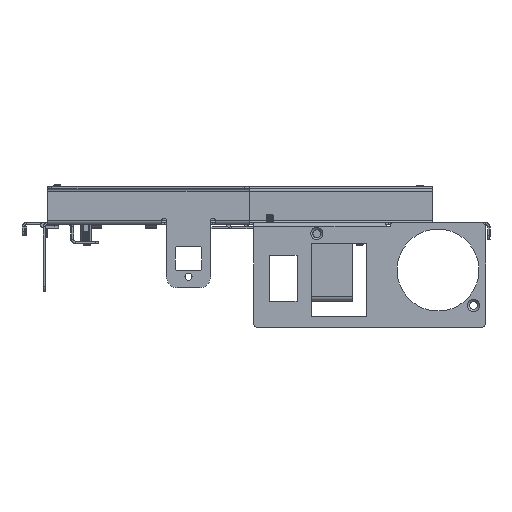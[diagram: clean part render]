
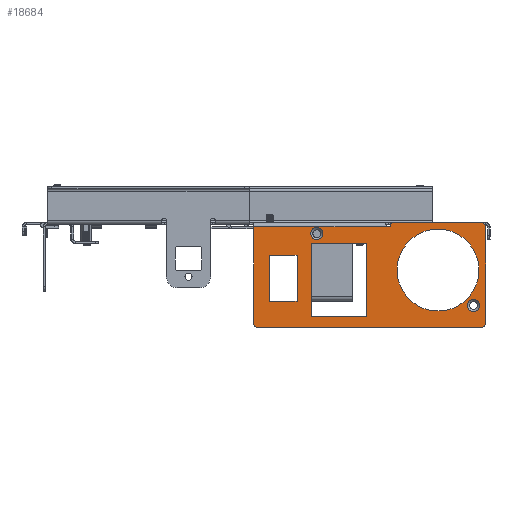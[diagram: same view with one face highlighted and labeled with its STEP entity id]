
A CAD part, left-side view. The second image highlights one B-rep face of the part: STEP entity #18684.
In plain terms, the highlighted planar face has unit normal (-1, 0, 0).
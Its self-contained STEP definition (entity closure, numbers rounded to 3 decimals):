
#169=FACE_BOUND('',#2940,.T.);
#170=FACE_BOUND('',#2941,.T.);
#171=FACE_BOUND('',#2942,.T.);
#172=FACE_BOUND('',#2943,.T.);
#173=FACE_BOUND('',#2944,.T.);
#670=PLANE('',#20360);
#1750=FACE_OUTER_BOUND('',#2939,.T.);
#2939=EDGE_LOOP('',(#16425,#16426,#16427,#16428,#16429,#16430,#16431,#16432,
#16433,#16434,#16435));
#2940=EDGE_LOOP('',(#16436));
#2941=EDGE_LOOP('',(#16437));
#2942=EDGE_LOOP('',(#16438,#16439,#16440,#16441));
#2943=EDGE_LOOP('',(#16442,#16443,#16444,#16445));
#2944=EDGE_LOOP('',(#16446));
#3727=CIRCLE('',#20348,1.);
#3729=CIRCLE('',#20351,1.);
#3736=CIRCLE('',#20361,2.);
#3737=CIRCLE('',#20362,2.);
#3738=CIRCLE('',#20363,2.);
#3739=CIRCLE('',#20364,2.75);
#3740=CIRCLE('',#20365,18.5);
#3741=CIRCLE('',#20366,2.75);
#5636=LINE('',#51299,#7195);
#5638=LINE('',#51303,#7197);
#5639=LINE('',#51305,#7198);
#5640=LINE('',#51307,#7199);
#5641=LINE('',#51311,#7200);
#5642=LINE('',#51315,#7201);
#5643=LINE('',#51323,#7202);
#5644=LINE('',#51325,#7203);
#5645=LINE('',#51327,#7204);
#5646=LINE('',#51328,#7205);
#5647=LINE('',#51331,#7206);
#5648=LINE('',#51333,#7207);
#5649=LINE('',#51335,#7208);
#5650=LINE('',#51336,#7209);
#7195=VECTOR('',#24923,10.);
#7197=VECTOR('',#24927,10.);
#7198=VECTOR('',#24928,10.);
#7199=VECTOR('',#24929,1.44);
#7200=VECTOR('',#24932,10.);
#7201=VECTOR('',#24935,10.);
#7202=VECTOR('',#24942,10.);
#7203=VECTOR('',#24943,10.);
#7204=VECTOR('',#24944,10.);
#7205=VECTOR('',#24945,10.);
#7206=VECTOR('',#24946,10.);
#7207=VECTOR('',#24947,10.);
#7208=VECTOR('',#24948,10.);
#7209=VECTOR('',#24949,10.);
#8855=VERTEX_POINT('',#51246);
#8856=VERTEX_POINT('',#51248);
#8858=VERTEX_POINT('',#51254);
#8878=VERTEX_POINT('',#51298);
#8879=VERTEX_POINT('',#51302);
#8880=VERTEX_POINT('',#51304);
#8881=VERTEX_POINT('',#51306);
#8882=VERTEX_POINT('',#51308);
#8883=VERTEX_POINT('',#51310);
#8884=VERTEX_POINT('',#51312);
#8885=VERTEX_POINT('',#51314);
#8886=VERTEX_POINT('',#51317);
#8887=VERTEX_POINT('',#51319);
#8888=VERTEX_POINT('',#51321);
#8889=VERTEX_POINT('',#51322);
#8890=VERTEX_POINT('',#51324);
#8891=VERTEX_POINT('',#51326);
#8892=VERTEX_POINT('',#51329);
#8893=VERTEX_POINT('',#51330);
#8894=VERTEX_POINT('',#51332);
#8895=VERTEX_POINT('',#51334);
#8896=VERTEX_POINT('',#51337);
#11416=EDGE_CURVE('',#8855,#8856,#3727,.T.);
#11420=EDGE_CURVE('',#8858,#8855,#3729,.T.);
#11441=EDGE_CURVE('',#8856,#8878,#5636,.T.);
#11443=EDGE_CURVE('',#8858,#8879,#5638,.T.);
#11444=EDGE_CURVE('',#8879,#8880,#5639,.T.);
#11445=EDGE_CURVE('',#8880,#8881,#5640,.T.);
#11446=EDGE_CURVE('',#8882,#8881,#3736,.T.);
#11447=EDGE_CURVE('',#8883,#8882,#5641,.T.);
#11448=EDGE_CURVE('',#8884,#8883,#3737,.T.);
#11449=EDGE_CURVE('',#8884,#8885,#5642,.T.);
#11450=EDGE_CURVE('',#8878,#8885,#3738,.T.);
#11451=EDGE_CURVE('',#8886,#8886,#3739,.T.);
#11452=EDGE_CURVE('',#8887,#8887,#3740,.T.);
#11453=EDGE_CURVE('',#8888,#8889,#5643,.T.);
#11454=EDGE_CURVE('',#8889,#8890,#5644,.T.);
#11455=EDGE_CURVE('',#8890,#8891,#5645,.T.);
#11456=EDGE_CURVE('',#8891,#8888,#5646,.T.);
#11457=EDGE_CURVE('',#8892,#8893,#5647,.T.);
#11458=EDGE_CURVE('',#8893,#8894,#5648,.T.);
#11459=EDGE_CURVE('',#8894,#8895,#5649,.T.);
#11460=EDGE_CURVE('',#8895,#8892,#5650,.T.);
#11461=EDGE_CURVE('',#8896,#8896,#3741,.T.);
#16425=ORIENTED_EDGE('',*,*,#11416,.F.);
#16426=ORIENTED_EDGE('',*,*,#11420,.F.);
#16427=ORIENTED_EDGE('',*,*,#11443,.T.);
#16428=ORIENTED_EDGE('',*,*,#11444,.T.);
#16429=ORIENTED_EDGE('',*,*,#11445,.T.);
#16430=ORIENTED_EDGE('',*,*,#11446,.F.);
#16431=ORIENTED_EDGE('',*,*,#11447,.F.);
#16432=ORIENTED_EDGE('',*,*,#11448,.F.);
#16433=ORIENTED_EDGE('',*,*,#11449,.T.);
#16434=ORIENTED_EDGE('',*,*,#11450,.F.);
#16435=ORIENTED_EDGE('',*,*,#11441,.F.);
#16436=ORIENTED_EDGE('',*,*,#11451,.F.);
#16437=ORIENTED_EDGE('',*,*,#11452,.T.);
#16438=ORIENTED_EDGE('',*,*,#11453,.T.);
#16439=ORIENTED_EDGE('',*,*,#11454,.T.);
#16440=ORIENTED_EDGE('',*,*,#11455,.T.);
#16441=ORIENTED_EDGE('',*,*,#11456,.T.);
#16442=ORIENTED_EDGE('',*,*,#11457,.T.);
#16443=ORIENTED_EDGE('',*,*,#11458,.T.);
#16444=ORIENTED_EDGE('',*,*,#11459,.T.);
#16445=ORIENTED_EDGE('',*,*,#11460,.T.);
#16446=ORIENTED_EDGE('',*,*,#11461,.F.);
#18684=ADVANCED_FACE('',(#1750,#169,#170,#171,#172,#173),#670,.T.);
#20348=AXIS2_PLACEMENT_3D('',#51249,#24883,#24884);
#20351=AXIS2_PLACEMENT_3D('',#51256,#24891,#24892);
#20360=AXIS2_PLACEMENT_3D('',#51301,#24925,#24926);
#20361=AXIS2_PLACEMENT_3D('',#51309,#24930,#24931);
#20362=AXIS2_PLACEMENT_3D('',#51313,#24933,#24934);
#20363=AXIS2_PLACEMENT_3D('',#51316,#24936,#24937);
#20364=AXIS2_PLACEMENT_3D('',#51318,#24938,#24939);
#20365=AXIS2_PLACEMENT_3D('',#51320,#24940,#24941);
#20366=AXIS2_PLACEMENT_3D('',#51338,#24950,#24951);
#24883=DIRECTION('center_axis',(1.,0.,0.));
#24884=DIRECTION('ref_axis',(0.,0.707,0.707));
#24891=DIRECTION('center_axis',(-1.,0.,0.));
#24892=DIRECTION('ref_axis',(0.,-0.577,-0.816));
#24923=DIRECTION('',(0.,-1.,0.));
#24925=DIRECTION('center_axis',(-1.,0.,0.));
#24926=DIRECTION('ref_axis',(0.,0.,1.));
#24927=DIRECTION('',(0.,1.,0.));
#24928=DIRECTION('',(0.,1.,0.));
#24929=DIRECTION('',(0.,0.,-1.));
#24930=DIRECTION('center_axis',(1.,0.,0.));
#24931=DIRECTION('ref_axis',(0.,0.707,-0.707));
#24932=DIRECTION('',(0.,1.,0.));
#24933=DIRECTION('center_axis',(1.,0.,0.));
#24934=DIRECTION('ref_axis',(0.,-0.707,-0.707));
#24935=DIRECTION('',(0.,0.,1.));
#24936=DIRECTION('center_axis',(1.,0.,0.));
#24937=DIRECTION('ref_axis',(0.,-0.707,0.707));
#24938=DIRECTION('center_axis',(-1.,0.,0.));
#24939=DIRECTION('ref_axis',(0.,0.,1.));
#24940=DIRECTION('center_axis',(1.,0.,0.));
#24941=DIRECTION('ref_axis',(0.,0.,1.));
#24942=DIRECTION('',(0.,-1.,0.));
#24943=DIRECTION('',(0.,0.,-1.));
#24944=DIRECTION('',(0.,1.,0.));
#24945=DIRECTION('',(0.,0.,1.));
#24946=DIRECTION('',(0.,-1.,0.));
#24947=DIRECTION('',(0.,0.,-1.));
#24948=DIRECTION('',(0.,1.,0.));
#24949=DIRECTION('',(0.,0.,1.));
#24950=DIRECTION('center_axis',(-1.,0.,0.));
#24951=DIRECTION('ref_axis',(0.,0.,1.));
#51246=CARTESIAN_POINT('',(-191.,-60.922,0.));
#51248=CARTESIAN_POINT('',(-191.,-61.922,1.));
#51249=CARTESIAN_POINT('Origin',(-191.,-61.922,0.));
#51254=CARTESIAN_POINT('',(-191.,-59.922,-1.));
#51256=CARTESIAN_POINT('Origin',(-191.,-59.922,0.));
#51298=CARTESIAN_POINT('',(-191.,-101.75,1.));
#51299=CARTESIAN_POINT('',(-191.,-58.75,1.));
#51301=CARTESIAN_POINT('Origin',(-191.,-51.35,-22.119));
#51302=CARTESIAN_POINT('',(-191.,-59.75,-1.));
#51303=CARTESIAN_POINT('',(-191.,-51.35,-1.));
#51304=CARTESIAN_POINT('',(-191.,1.05,-1.));
#51305=CARTESIAN_POINT('',(-191.,-51.35,-1.));
#51306=CARTESIAN_POINT('',(-191.,1.05,-44.5));
#51307=CARTESIAN_POINT('',(-191.,1.05,3.524));
#51308=CARTESIAN_POINT('',(-191.,-0.95,-46.5));
#51309=CARTESIAN_POINT('Origin',(-191.,-0.95,-44.5));
#51310=CARTESIAN_POINT('',(-191.,-101.75,-46.5));
#51311=CARTESIAN_POINT('',(-191.,-103.75,-46.5));
#51312=CARTESIAN_POINT('',(-191.,-103.75,-44.5));
#51313=CARTESIAN_POINT('Origin',(-191.,-101.75,-44.5));
#51314=CARTESIAN_POINT('',(-191.,-103.75,-1.));
#51315=CARTESIAN_POINT('',(-191.,-103.75,-1.));
#51316=CARTESIAN_POINT('Origin',(-191.,-101.75,-1.));
#51317=CARTESIAN_POINT('',(-191.,-98.25,-39.25));
#51318=CARTESIAN_POINT('Origin',(-191.,-98.25,-36.5));
#51319=CARTESIAN_POINT('',(-191.,-82.25,-39.));
#51320=CARTESIAN_POINT('Origin',(-191.,-82.25,-20.5));
#51321=CARTESIAN_POINT('',(-191.,-5.95,-13.9));
#51322=CARTESIAN_POINT('',(-191.,-18.55,-13.9));
#51323=CARTESIAN_POINT('',(-191.,-28.65,-13.9));
#51324=CARTESIAN_POINT('',(-191.,-18.55,-34.7));
#51325=CARTESIAN_POINT('',(-191.,-18.55,-18.01));
#51326=CARTESIAN_POINT('',(-191.,-5.95,-34.7));
#51327=CARTESIAN_POINT('',(-191.,-34.95,-34.7));
#51328=CARTESIAN_POINT('',(-191.,-5.95,-28.41));
#51329=CARTESIAN_POINT('',(-191.,-24.95,-8.3));
#51330=CARTESIAN_POINT('',(-191.,-49.95,-8.3));
#51331=CARTESIAN_POINT('',(-191.,-38.15,-8.3));
#51332=CARTESIAN_POINT('',(-191.,-49.95,-41.5));
#51333=CARTESIAN_POINT('',(-191.,-49.95,-15.21));
#51334=CARTESIAN_POINT('',(-191.,-24.95,-41.5));
#51335=CARTESIAN_POINT('',(-191.,-50.65,-41.5));
#51336=CARTESIAN_POINT('',(-191.,-24.95,-31.81));
#51337=CARTESIAN_POINT('',(-191.,-27.45,-6.8));
#51338=CARTESIAN_POINT('Origin',(-191.,-27.45,-4.05));
